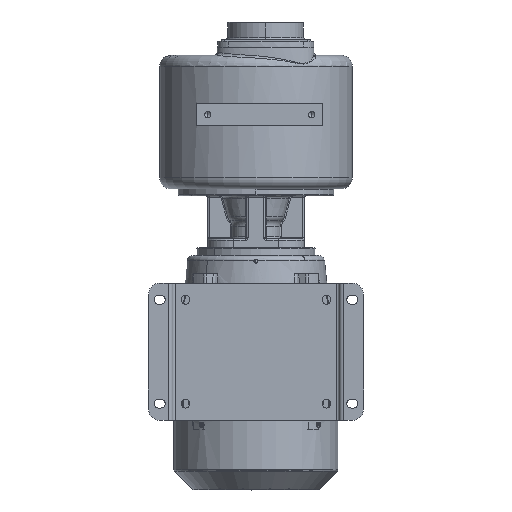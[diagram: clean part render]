
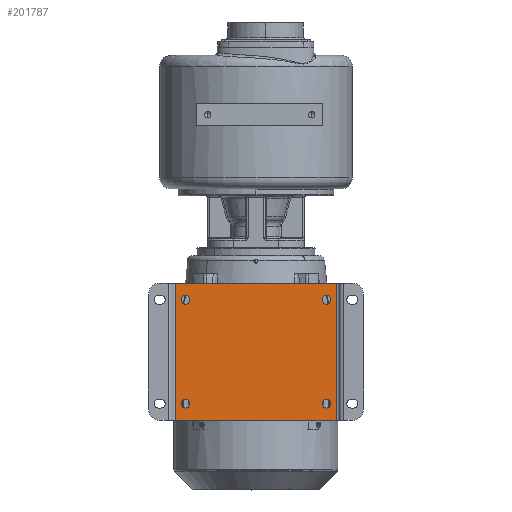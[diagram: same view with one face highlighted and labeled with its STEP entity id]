
A CAD part, front view. The second image highlights one B-rep face of the part: STEP entity #201787.
In plain terms, the highlighted planar face has unit normal (0, -1, 0).
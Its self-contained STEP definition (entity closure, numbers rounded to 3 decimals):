
#63798=DIRECTION('',(0.,0.,-1.));
#63799=VECTOR('',#63798,185.);
#63800=CARTESIAN_POINT('',(-108.95,17.,-227.));
#63801=LINE('',#63800,#63799);
#63802=CARTESIAN_POINT('',(-94.95,17.,-389.5));
#63803=DIRECTION('',(0.,1.,0.));
#63804=DIRECTION('',(0.,0.,-1.));
#63805=AXIS2_PLACEMENT_3D('',#63802,#63803,#63804);
#63807=CARTESIAN_POINT('',(-94.95,17.,-389.5));
#63808=DIRECTION('',(0.,1.,0.));
#63809=DIRECTION('',(0.,0.,1.));
#63810=AXIS2_PLACEMENT_3D('',#63807,#63808,#63809);
#63812=CARTESIAN_POINT('',(95.05,17.,-389.5));
#63813=DIRECTION('',(0.,1.,0.));
#63814=DIRECTION('',(0.,0.,-1.));
#63815=AXIS2_PLACEMENT_3D('',#63812,#63813,#63814);
#63817=CARTESIAN_POINT('',(95.05,17.,-389.5));
#63818=DIRECTION('',(0.,1.,0.));
#63819=DIRECTION('',(0.,0.,1.));
#63820=AXIS2_PLACEMENT_3D('',#63817,#63818,#63819);
#63822=CARTESIAN_POINT('',(-94.95,17.,-249.5));
#63823=DIRECTION('',(0.,1.,0.));
#63824=DIRECTION('',(0.,0.,-1.));
#63825=AXIS2_PLACEMENT_3D('',#63822,#63823,#63824);
#63827=CARTESIAN_POINT('',(-94.95,17.,-249.5));
#63828=DIRECTION('',(0.,1.,0.));
#63829=DIRECTION('',(0.,0.,1.));
#63830=AXIS2_PLACEMENT_3D('',#63827,#63828,#63829);
#63832=CARTESIAN_POINT('',(95.05,17.,-249.5));
#63833=DIRECTION('',(0.,1.,0.));
#63834=DIRECTION('',(0.,0.,-1.));
#63835=AXIS2_PLACEMENT_3D('',#63832,#63833,#63834);
#63837=CARTESIAN_POINT('',(95.05,17.,-249.5));
#63838=DIRECTION('',(0.,1.,0.));
#63839=DIRECTION('',(0.,0.,1.));
#63840=AXIS2_PLACEMENT_3D('',#63837,#63838,#63839);
#63850=DIRECTION('',(1.,0.,0.));
#63851=VECTOR('',#63850,218.);
#63852=CARTESIAN_POINT('',(-108.95,17.,-227.));
#63853=LINE('',#63852,#63851);
#63918=DIRECTION('',(1.,0.,0.));
#63919=VECTOR('',#63918,218.);
#63920=CARTESIAN_POINT('',(-108.95,17.,-412.));
#63921=LINE('',#63920,#63919);
#73869=DIRECTION('',(0.,0.,-1.));
#73870=VECTOR('',#73869,185.);
#73871=CARTESIAN_POINT('',(109.05,17.,-227.));
#73872=LINE('',#73871,#73870);
#145686=CARTESIAN_POINT('',(-108.95,17.,-227.));
#145687=CARTESIAN_POINT('',(109.05,17.,-227.));
#145688=VERTEX_POINT('',#145686);
#145689=VERTEX_POINT('',#145687);
#145698=CARTESIAN_POINT('',(-108.95,17.,-412.));
#145699=CARTESIAN_POINT('',(109.05,17.,-412.));
#145700=VERTEX_POINT('',#145698);
#145701=VERTEX_POINT('',#145699);
#145786=CARTESIAN_POINT('',(95.05,17.,-255.5));
#145787=CARTESIAN_POINT('',(95.05,17.,-243.5));
#145788=VERTEX_POINT('',#145786);
#145789=VERTEX_POINT('',#145787);
#145790=CARTESIAN_POINT('',(-94.95,17.,-255.5));
#145791=CARTESIAN_POINT('',(-94.95,17.,-243.5));
#145792=VERTEX_POINT('',#145790);
#145793=VERTEX_POINT('',#145791);
#145794=CARTESIAN_POINT('',(95.05,17.,-395.5));
#145795=CARTESIAN_POINT('',(95.05,17.,-383.5));
#145796=VERTEX_POINT('',#145794);
#145797=VERTEX_POINT('',#145795);
#145798=CARTESIAN_POINT('',(-94.95,17.,-395.5));
#145799=CARTESIAN_POINT('',(-94.95,17.,-383.5));
#145800=VERTEX_POINT('',#145798);
#145801=VERTEX_POINT('',#145799);
#201750=CARTESIAN_POINT('',(-108.95,17.,-227.));
#201751=DIRECTION('',(0.,1.,0.));
#201752=DIRECTION('',(1.,0.,0.));
#201753=AXIS2_PLACEMENT_3D('',#201750,#201751,#201752);
#201754=PLANE('',#201753);
#201756=ORIENTED_EDGE('',*,*,#201755,.T.);
#201758=ORIENTED_EDGE('',*,*,#201757,.T.);
#201760=ORIENTED_EDGE('',*,*,#201759,.F.);
#201762=ORIENTED_EDGE('',*,*,#201761,.F.);
#201763=EDGE_LOOP('',(#201756,#201758,#201760,#201762));
#201764=FACE_OUTER_BOUND('',#201763,.F.);
#201766=ORIENTED_EDGE('',*,*,#201765,.F.);
#201768=ORIENTED_EDGE('',*,*,#201767,.F.);
#201769=EDGE_LOOP('',(#201766,#201768));
#201770=FACE_BOUND('',#201769,.F.);
#201771=ORIENTED_EDGE('',*,*,#201730,.F.);
#201772=ORIENTED_EDGE('',*,*,#201744,.F.);
#201773=EDGE_LOOP('',(#201771,#201772));
#201774=FACE_BOUND('',#201773,.F.);
#201776=ORIENTED_EDGE('',*,*,#201775,.F.);
#201778=ORIENTED_EDGE('',*,*,#201777,.F.);
#201779=EDGE_LOOP('',(#201776,#201778));
#201780=FACE_BOUND('',#201779,.F.);
#201782=ORIENTED_EDGE('',*,*,#201781,.F.);
#201784=ORIENTED_EDGE('',*,*,#201783,.F.);
#201785=EDGE_LOOP('',(#201782,#201784));
#201786=FACE_BOUND('',#201785,.F.);
#201787=ADVANCED_FACE('',(#201764,#201770,#201774,#201780,#201786),#201754,.F.);
#63806=CIRCLE('',#63805,6.);
#63811=CIRCLE('',#63810,6.);
#63816=CIRCLE('',#63815,6.);
#63821=CIRCLE('',#63820,6.);
#63826=CIRCLE('',#63825,6.);
#63831=CIRCLE('',#63830,6.);
#63836=CIRCLE('',#63835,6.);
#63841=CIRCLE('',#63840,6.);
#201730=EDGE_CURVE('',#145796,#145797,#63816,.T.);
#201744=EDGE_CURVE('',#145797,#145796,#63821,.T.);
#201755=EDGE_CURVE('',#145688,#145689,#63853,.T.);
#201757=EDGE_CURVE('',#145689,#145701,#73872,.T.);
#201759=EDGE_CURVE('',#145700,#145701,#63921,.T.);
#201761=EDGE_CURVE('',#145688,#145700,#63801,.T.);
#201765=EDGE_CURVE('',#145800,#145801,#63806,.T.);
#201767=EDGE_CURVE('',#145801,#145800,#63811,.T.);
#201775=EDGE_CURVE('',#145792,#145793,#63826,.T.);
#201777=EDGE_CURVE('',#145793,#145792,#63831,.T.);
#201781=EDGE_CURVE('',#145788,#145789,#63836,.T.);
#201783=EDGE_CURVE('',#145789,#145788,#63841,.T.);
